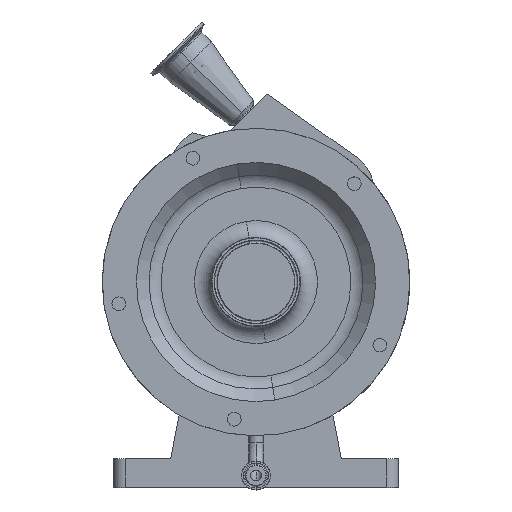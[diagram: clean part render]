
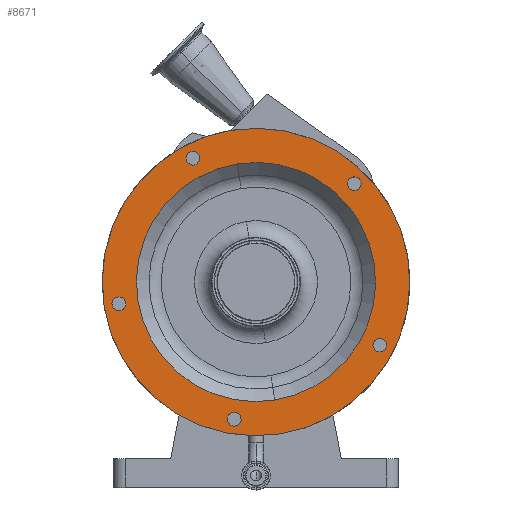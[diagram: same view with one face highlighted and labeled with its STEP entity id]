
A CAD part, top view. The second image highlights one B-rep face of the part: STEP entity #8671.
In plain terms, the highlighted planar face has unit normal (0, 0, 1).
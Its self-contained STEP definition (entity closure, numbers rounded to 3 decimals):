
#116 = EDGE_CURVE ( 'NONE', #209, #205, #246, .T. ) ;
#205 = VERTEX_POINT ( 'NONE', #715 ) ;
#209 = VERTEX_POINT ( 'NONE', #713 ) ;
#243 = DIRECTION ( 'NONE',  ( 0., 0., 1. ) ) ;
#244 = CARTESIAN_POINT ( 'NONE',  ( -120.498, -19.085, 200. ) ) ;
#245 = AXIS2_PLACEMENT_3D ( 'NONE', #244, #243, #425 ) ;
#246 = CIRCLE ( 'NONE', #245, 6. ) ;
#425 = DIRECTION ( 'NONE',  ( -0.156, 0.988, 0. ) ) ;
#713 = CARTESIAN_POINT ( 'NONE',  ( -119.559, -25.011, 200. ) ) ;
#715 = CARTESIAN_POINT ( 'NONE',  ( -121.437, -13.159, 200. ) ) ;
#718 = DIRECTION ( 'NONE',  ( 0.891, 0.454, 0. ) ) ;
#758 = VERTEX_POINT ( 'NONE', #1082 ) ;
#778 = VERTEX_POINT ( 'NONE', #1125 ) ;
#788 = EDGE_CURVE ( 'NONE', #778, #758, #1053, .T. ) ;
#815 = VERTEX_POINT ( 'NONE', #6602 ) ;
#834 = VERTEX_POINT ( 'NONE', #6627 ) ;
#852 = VERTEX_POINT ( 'NONE', #6877 ) ;
#878 = VERTEX_POINT ( 'NONE', #7063 ) ;
#880 = VERTEX_POINT ( 'NONE', #7050 ) ;
#884 = VERTEX_POINT ( 'NONE', #7032 ) ;
#885 = EDGE_CURVE ( 'NONE', #880, #878, #7029, .T. ) ;
#1031 = DIRECTION ( 'NONE',  ( 0., 0., 1. ) ) ;
#1032 = AXIS2_PLACEMENT_3D ( 'NONE', #1052, #1031, #718 ) ;
#1052 = CARTESIAN_POINT ( 'NONE',  ( -55.387, 108.703, 200. ) ) ;
#1053 = CIRCLE ( 'NONE', #1032, 6. ) ;
#1082 = CARTESIAN_POINT ( 'NONE',  ( -50.041, 111.427, 200. ) ) ;
#1117 = DIRECTION ( 'NONE',  ( -0.454, -0.891, 0. ) ) ;
#1118 = CIRCLE ( 'NONE', #1127, 6. ) ;
#1125 = CARTESIAN_POINT ( 'NONE',  ( -60.733, 105.979, 200. ) ) ;
#1126 = CARTESIAN_POINT ( 'NONE',  ( 108.703, -55.387, 200. ) ) ;
#1127 = AXIS2_PLACEMENT_3D ( 'NONE', #1126, #1128, #1117 ) ;
#1128 = DIRECTION ( 'NONE',  ( 0., 0., 1. ) ) ;
#1197 = DIRECTION ( 'NONE',  ( -0.454, -0.891, 0. ) ) ;
#1424 = DIRECTION ( 'NONE',  ( 0., 0., 1. ) ) ;
#1425 = AXIS2_PLACEMENT_3D ( 'NONE', #1432, #1424, #1197 ) ;
#1428 = CIRCLE ( 'NONE', #1425, 6. ) ;
#1432 = CARTESIAN_POINT ( 'NONE',  ( 108.703, -55.387, 200. ) ) ;
#1773 = CIRCLE ( 'NONE', #1778, 6. ) ;
#1778 = AXIS2_PLACEMENT_3D ( 'NONE', #1838, #1837, #1836 ) ;
#1779 = CARTESIAN_POINT ( 'NONE',  ( -16.426, 103.707, 200. ) ) ;
#1801 = DIRECTION ( 'NONE',  ( -0.156, 0.988, 0. ) ) ;
#1802 = DIRECTION ( 'NONE',  ( 0., 0., 1. ) ) ;
#1803 = CARTESIAN_POINT ( 'NONE',  ( 0., 0., 200. ) ) ;
#1804 = AXIS2_PLACEMENT_3D ( 'NONE', #1803, #1802, #1801 ) ;
#1811 = CIRCLE ( 'NONE', #1804, 105. ) ;
#1836 = DIRECTION ( 'NONE',  ( 0.707, -0.707, 0. ) ) ;
#1837 = DIRECTION ( 'NONE',  ( 0., 0., 1. ) ) ;
#1838 = CARTESIAN_POINT ( 'NONE',  ( 86.267, 86.267, 200. ) ) ;
#1845 = DIRECTION ( 'NONE',  ( -0.988, 0.156, 0. ) ) ;
#1846 = DIRECTION ( 'NONE',  ( 0., 0., 1. ) ) ;
#1847 = CARTESIAN_POINT ( 'NONE',  ( -19.085, -120.498, 200. ) ) ;
#1848 = CARTESIAN_POINT ( 'NONE',  ( -25.011, -119.559, 200. ) ) ;
#1853 = CIRCLE ( 'NONE', #1870, 6. ) ;
#1863 = CARTESIAN_POINT ( 'NONE',  ( -13.159, -121.437, 200. ) ) ;
#1870 = AXIS2_PLACEMENT_3D ( 'NONE', #1847, #1846, #1845 ) ;
#1876 = CARTESIAN_POINT ( 'NONE',  ( 16.426, -103.707, 200. ) ) ;
#2574 = CARTESIAN_POINT ( 'NONE',  ( 0., 0., 200. ) ) ;
#2575 = CIRCLE ( 'NONE', #2592, 105. ) ;
#2577 = DIRECTION ( 'NONE',  ( -0.156, 0.988, 0. ) ) ;
#2579 = AXIS2_PLACEMENT_3D ( 'NONE', #2580, #2601, #2577 ) ;
#2580 = CARTESIAN_POINT ( 'NONE',  ( -120.498, -19.085, 200. ) ) ;
#2590 = DIRECTION ( 'NONE',  ( -0.156, 0.988, 0. ) ) ;
#2591 = DIRECTION ( 'NONE',  ( 0., 0., 1. ) ) ;
#2592 = AXIS2_PLACEMENT_3D ( 'NONE', #2574, #2591, #2590 ) ;
#2600 = CIRCLE ( 'NONE', #2579, 6. ) ;
#2601 = DIRECTION ( 'NONE',  ( 0., 0., 1. ) ) ;
#2739 = DIRECTION ( 'NONE',  ( 0., 0., 1. ) ) ;
#2740 = CARTESIAN_POINT ( 'NONE',  ( 0., 0., 200. ) ) ;
#2741 = DIRECTION ( 'NONE',  ( 0.707, -0.707, 0. ) ) ;
#2742 = DIRECTION ( 'NONE',  ( 0., 0., 1. ) ) ;
#2743 = CARTESIAN_POINT ( 'NONE',  ( 86.267, 86.267, 200. ) ) ;
#2744 = CIRCLE ( 'NONE', #2747, 6. ) ;
#2747 = AXIS2_PLACEMENT_3D ( 'NONE', #2743, #2739, #2741 ) ;
#2748 = CIRCLE ( 'NONE', #2749, 135. ) ;
#2749 = AXIS2_PLACEMENT_3D ( 'NONE', #2740, #2742, #2750 ) ;
#2750 = DIRECTION ( 'NONE',  ( -0.156, 0.988, 0. ) ) ;
#3567 = DIRECTION ( 'NONE',  ( 0., 0., 1. ) ) ;
#3572 = FACE_OUTER_BOUND ( 'NONE', #8587, .T. ) ;
#3573 = DIRECTION ( 'NONE',  ( -0.988, 0.156, 0. ) ) ;
#3574 = FACE_BOUND ( 'NONE', #8639, .T. ) ;
#3579 = FACE_BOUND ( 'NONE', #8882, .T. ) ;
#3616 = CIRCLE ( 'NONE', #3617, 6. ) ;
#3617 = AXIS2_PLACEMENT_3D ( 'NONE', #3618, #3567, #3573 ) ;
#3618 = CARTESIAN_POINT ( 'NONE',  ( -19.085, -120.498, 200. ) ) ;
#3697 = CARTESIAN_POINT ( 'NONE',  ( -38.52, -6.101, 200. ) ) ;
#3771 = AXIS2_PLACEMENT_3D ( 'NONE', #3697, #3787, #3775 ) ;
#3775 = DIRECTION ( 'NONE',  ( 0.156, -0.988, 0. ) ) ;
#3787 = DIRECTION ( 'NONE',  ( 0., 0., -1. ) ) ;
#3903 = PLANE ( 'NONE',  #3771 ) ;
#4014 = FACE_BOUND ( 'NONE', #8678, .T. ) ;
#4019 = FACE_BOUND ( 'NONE', #8522, .T. ) ;
#4047 = FACE_BOUND ( 'NONE', #8661, .T. ) ;
#4081 = FACE_BOUND ( 'NONE', #8669, .T. ) ;
#4765 = CARTESIAN_POINT ( 'NONE',  ( -55.387, 108.703, 200. ) ) ;
#4766 = AXIS2_PLACEMENT_3D ( 'NONE', #4765, #4767, #4769 ) ;
#4767 = DIRECTION ( 'NONE',  ( 0., 0., 1. ) ) ;
#4768 = CIRCLE ( 'NONE', #4766, 6. ) ;
#4769 = DIRECTION ( 'NONE',  ( 0.891, 0.454, 0. ) ) ;
#6602 = CARTESIAN_POINT ( 'NONE',  ( 105.979, -60.733, 200. ) ) ;
#6627 = CARTESIAN_POINT ( 'NONE',  ( 82.024, 90.51, 200. ) ) ;
#6877 = CARTESIAN_POINT ( 'NONE',  ( 90.51, 82.024, 200. ) ) ;
#6970 = DIRECTION ( 'NONE',  ( -0.156, 0.988, 0. ) ) ;
#6971 = DIRECTION ( 'NONE',  ( 0., 0., 1. ) ) ;
#6972 = AXIS2_PLACEMENT_3D ( 'NONE', #6980, #6971, #6970 ) ;
#6980 = CARTESIAN_POINT ( 'NONE',  ( 0., 0., 200. ) ) ;
#7029 = CIRCLE ( 'NONE', #6972, 135. ) ;
#7032 = CARTESIAN_POINT ( 'NONE',  ( 111.427, -50.041, 200. ) ) ;
#7050 = CARTESIAN_POINT ( 'NONE',  ( -21.119, 133.338, 200. ) ) ;
#7063 = CARTESIAN_POINT ( 'NONE',  ( 21.119, -133.338, 200. ) ) ;
#8486 = ORIENTED_EDGE ( 'NONE', *, *, #788, .F. ) ;
#8522 = EDGE_LOOP ( 'NONE', ( #8667, #8662 ) ) ;
#8587 = EDGE_LOOP ( 'NONE', ( #8689, #8900 ) ) ;
#8619 = EDGE_CURVE ( 'NONE', #205, #209, #2600, .T. ) ;
#8638 = EDGE_CURVE ( 'NONE', #9021, #9054, #2575, .T. ) ;
#8639 = EDGE_LOOP ( 'NONE', ( #8688, #8654 ) ) ;
#8654 = ORIENTED_EDGE ( 'NONE', *, *, #116, .F. ) ;
#8661 = EDGE_LOOP ( 'NONE', ( #8710, #8682 ) ) ;
#8662 = ORIENTED_EDGE ( 'NONE', *, *, #9016, .F. ) ;
#8667 = ORIENTED_EDGE ( 'NONE', *, *, #8714, .F. ) ;
#8669 = EDGE_LOOP ( 'NONE', ( #8687, #8672 ) ) ;
#8671 = ADVANCED_FACE ( 'NONE', ( #4014, #4019, #4081, #4047, #3574, #3572, #3579 ), #3903, .F. ) ;
#8672 = ORIENTED_EDGE ( 'NONE', *, *, #8998, .F. ) ;
#8678 = EDGE_LOOP ( 'NONE', ( #8679, #8486 ) ) ;
#8679 = ORIENTED_EDGE ( 'NONE', *, *, #8681, .F. ) ;
#8681 = EDGE_CURVE ( 'NONE', #758, #778, #4768, .T. ) ;
#8682 = ORIENTED_EDGE ( 'NONE', *, *, #9060, .F. ) ;
#8687 = ORIENTED_EDGE ( 'NONE', *, *, #8699, .F. ) ;
#8688 = ORIENTED_EDGE ( 'NONE', *, *, #8619, .F. ) ;
#8689 = ORIENTED_EDGE ( 'NONE', *, *, #885, .T. ) ;
#8690 = EDGE_CURVE ( 'NONE', #878, #880, #2748, .T. ) ;
#8691 = ORIENTED_EDGE ( 'NONE', *, *, #9000, .F. ) ;
#8695 = EDGE_CURVE ( 'NONE', #9064, #9055, #3616, .T. ) ;
#8699 = EDGE_CURVE ( 'NONE', #815, #884, #1118, .T. ) ;
#8710 = ORIENTED_EDGE ( 'NONE', *, *, #8695, .F. ) ;
#8714 = EDGE_CURVE ( 'NONE', #852, #834, #2744, .T. ) ;
#8864 = ORIENTED_EDGE ( 'NONE', *, *, #8638, .F. ) ;
#8882 = EDGE_LOOP ( 'NONE', ( #8864, #8691 ) ) ;
#8900 = ORIENTED_EDGE ( 'NONE', *, *, #8690, .T. ) ;
#8998 = EDGE_CURVE ( 'NONE', #884, #815, #1428, .T. ) ;
#9000 = EDGE_CURVE ( 'NONE', #9054, #9021, #1811, .T. ) ;
#9016 = EDGE_CURVE ( 'NONE', #834, #852, #1773, .T. ) ;
#9021 = VERTEX_POINT ( 'NONE', #1779 ) ;
#9054 = VERTEX_POINT ( 'NONE', #1876 ) ;
#9055 = VERTEX_POINT ( 'NONE', #1863 ) ;
#9060 = EDGE_CURVE ( 'NONE', #9055, #9064, #1853, .T. ) ;
#9064 = VERTEX_POINT ( 'NONE', #1848 ) ;
